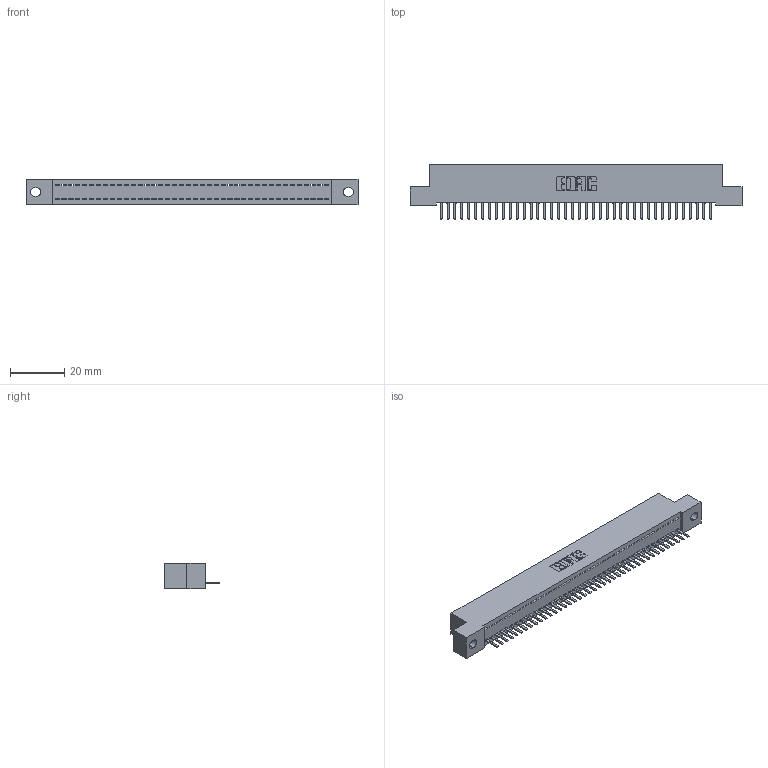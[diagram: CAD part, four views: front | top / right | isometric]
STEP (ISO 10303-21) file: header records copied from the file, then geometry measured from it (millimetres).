
FILE_DESCRIPTION (( 'STEP AP203' ), '1' );
FILE_NAME ('392-040-520-102.STEP', '2018-08-16T11:44:26', ( '' ), ( '' ), 'SwSTEP 2.0', 'SolidWorks 2016', '' );
FILE_SCHEMA (( 'CONFIG_CONTROL_DESIGN' ));
Length unit declared in the file: inch
Products named in the file (3): 342 Part_.128 Slot; 345-292-001_345-293-120; 392-040-520-102
Assembly tree (41 placements, depth 2):
  392-040-520-102
    342 Part_.128 Slot
    345-292-001_345-293-120  x40
Bounding box: 121.92 x 20.02 x 9.4 mm (x, y, z)
Volume: 10515.4 mm3; surface area: 14795.6 mm2
Topology: 41 solids, 41 shells, 2594 faces, 7671 edges, 5006 vertices
Faces by surface type: plane 1830, cylinder 764
Entity records: 24829 total; most frequent: CARTESIAN_POINT 4302, ORIENTED_EDGE 4266, DIRECTION 3621, EDGE_CURVE 2133, VECTOR 2001, LINE 2001, VERTEX_POINT 1418, AXIS2_PLACEMENT_3D 810
